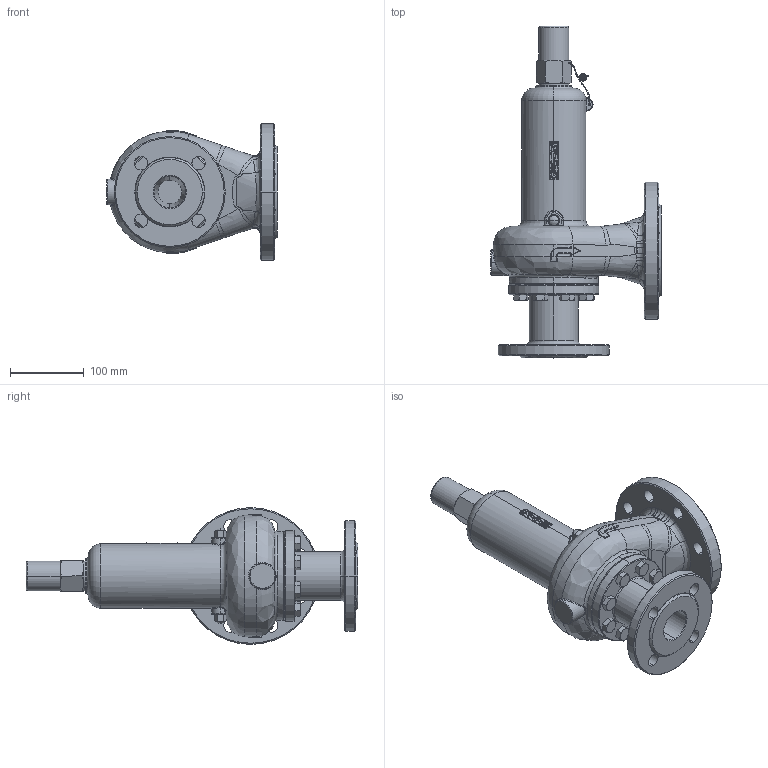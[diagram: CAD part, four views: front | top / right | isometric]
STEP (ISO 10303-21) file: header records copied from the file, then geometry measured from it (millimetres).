
FILE_DESCRIPTION (( 'STEP AP214' ), '1' );
FILE_NAME ('Typ 32 BG III-C_D040I-D065I.STEP', '2014-10-06T06:29:34', ( '' ), ( '' ), 'SwSTEP 2.0', 'SolidWorks 2012', '' );
FILE_SCHEMA (( 'AUTOMOTIVE_DESIGN' ));
Length unit declared in the file: millimetre
Products named in the file (1): Typ 32 BG III-C_D040I-D065I
Bounding box: 230 x 449 x 185 mm (x, y, z)
Volume: 2175076.6 mm3; surface area: 493640.7 mm2
Topology: 26 solids, 26 shells, 1991 faces, 4898 edges, 3053 vertices
Faces by surface type: plane 631, bspline 533, cylinder 396, cone 234, torus 183, sphere 14
Entity records: 114323 total; most frequent: CARTESIAN_POINT 49032, ORIENTED_EDGE 9748, DIRECTION 7607, EDGE_CURVE 4874, VERTEX_POINT 3053, AXIS2_PLACEMENT_3D 2810, EDGE_LOOP 2185, UNCERTAINTY_MEASURE_WITH_UNIT 2019
